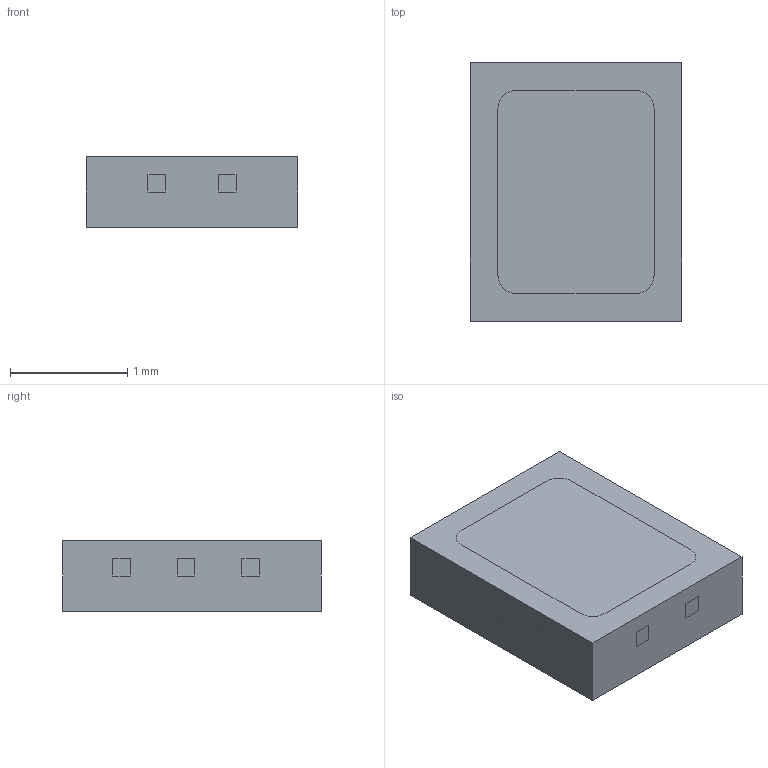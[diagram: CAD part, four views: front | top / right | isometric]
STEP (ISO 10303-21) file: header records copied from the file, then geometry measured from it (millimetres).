
FILE_DESCRIPTION (( 'STEP AP214' ), '1' );
FILE_NAME ('CT DBLP31.12-6C5D-56-J6U6-20-R18.STEP', '2022-03-18T12:05:39', ( '' ), ( '' ), 'SwSTEP 2.0', 'SolidWorks 2018', '' );
FILE_SCHEMA (( 'AUTOMOTIVE_DESIGN' ));
Length unit declared in the file: millimetre
Products named in the file (1): CT DBLP31.12-6C5D-56-J6U6-20-R18
Bounding box: 1.8 x 2.2 x 0.6 mm (x, y, z)
Volume: 2.4 mm3; surface area: 29.6 mm2
Topology: 15 solids, 15 shells, 172 faces, 444 edges, 296 vertices
Faces by surface type: plane 140, cylinder 32
Entity records: 6558 total; most frequent: CARTESIAN_POINT 913, ORIENTED_EDGE 888, DIRECTION 854, EDGE_CURVE 444, LINE 380, VECTOR 380, VERTEX_POINT 296, AXIS2_PLACEMENT_3D 237
